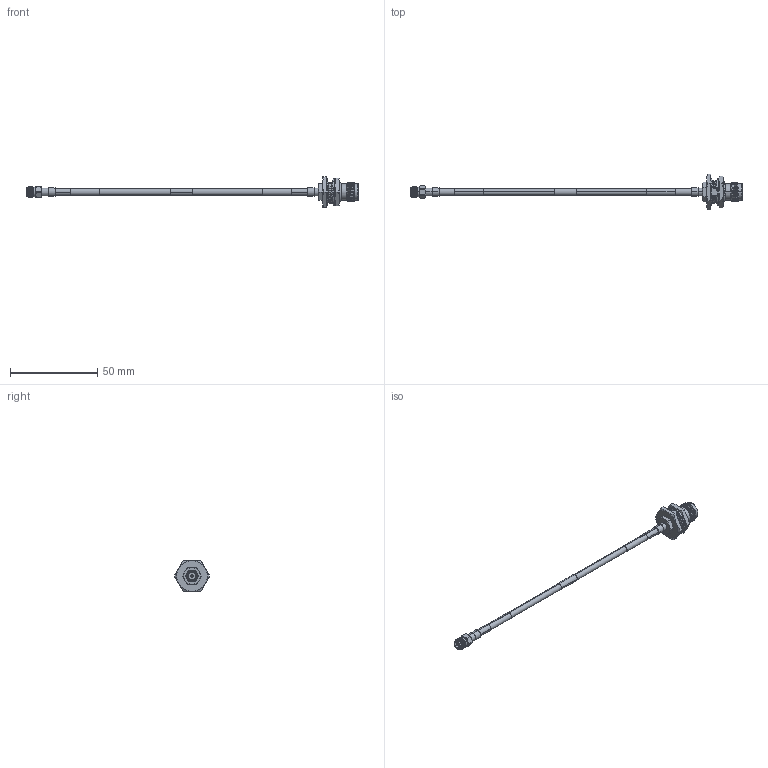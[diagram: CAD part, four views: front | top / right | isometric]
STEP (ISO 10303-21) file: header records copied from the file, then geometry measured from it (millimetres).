
FILE_DESCRIPTION (( 'STEP AP214' ), '1' );
FILE_NAME ('LCCA30499_3D.STEP', '2020-05-01T15:53:20', ( '' ), ( '' ), 'SwSTEP 2.0', 'SolidWorks 2018', '' );
FILE_SCHEMA (( 'AUTOMOTIVE_DESIGN' ));
Length unit declared in the file: inch
Products named in the file (6): LCCN3064; LCCA30499_3D; 1AW01-003_.152 ID; LC141TBJ (141 Formable with HeatShrink); LC141TBJ-PROD; LCCN3047
Assembly tree (7 placements, depth 3):
  LCCA30499_3D
    LC141TBJ-PROD
      LC141TBJ (141 Formable with HeatShrink)
      1AW01-003_.152 ID  x3
    LCCN3047
    LCCN3064
Bounding box: 190.3 x 20.18 x 17.48 mm (x, y, z)
Volume: 4160 mm3; surface area: 7695.4 mm2
Topology: 13 solids, 13 shells, 390 faces, 1002 edges, 660 vertices
Faces by surface type: cylinder 136, plane 97, bspline 79, cone 78
Entity records: 27521 total; most frequent: CARTESIAN_POINT 18458, ORIENTED_EDGE 1956, DIRECTION 1415, EDGE_CURVE 978, VERTEX_POINT 644, AXIS2_PLACEMENT_3D 583, EDGE_LOOP 416, FACE_OUTER_BOUND 378
